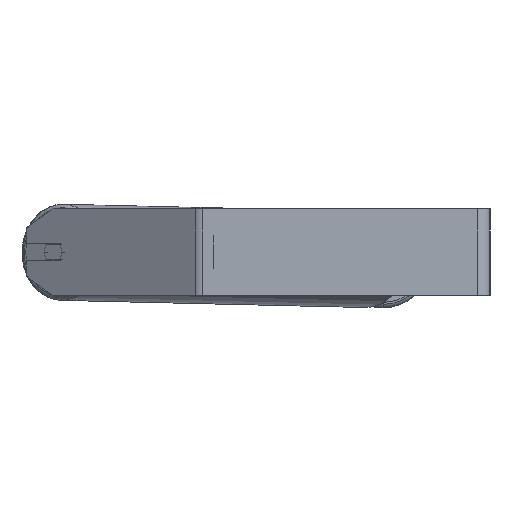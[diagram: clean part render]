
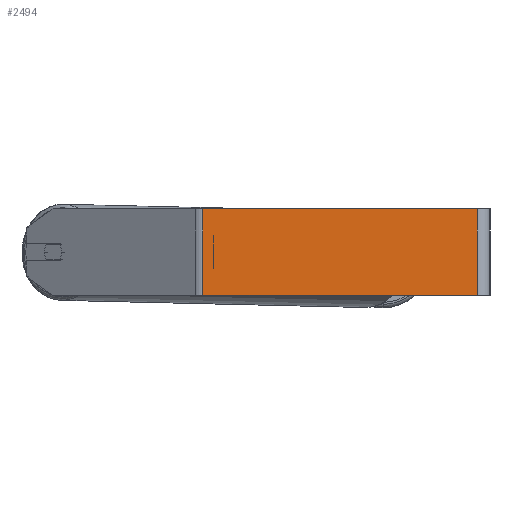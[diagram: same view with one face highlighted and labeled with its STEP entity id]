
A CAD part, left-side view. The second image highlights one B-rep face of the part: STEP entity #2494.
In plain terms, the highlighted planar face has unit normal (-1, 0, 0).
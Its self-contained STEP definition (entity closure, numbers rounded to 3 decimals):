
#156 = EDGE_CURVE ( 'NONE', #5557, #5870, #2566, .T. ) ;
#259 = ORIENTED_EDGE ( 'NONE', *, *, #1150, .F. ) ;
#537 = EDGE_CURVE ( 'NONE', #2899, #5870, #2234, .T. ) ;
#555 = CARTESIAN_POINT ( 'NONE',  ( -800., 265.638, -40. ) ) ;
#748 = AXIS2_PLACEMENT_3D ( 'NONE', #7811, #4324, #1759 ) ;
#861 = CARTESIAN_POINT ( 'NONE',  ( -800., 269.422, -40. ) ) ;
#1007 = CARTESIAN_POINT ( 'NONE',  ( -800., 265.638, 40. ) ) ;
#1150 = EDGE_CURVE ( 'NONE', #7320, #5557, #7005, .T. ) ;
#1541 = ORIENTED_EDGE ( 'NONE', *, *, #156, .F. ) ;
#1574 = FACE_OUTER_BOUND ( 'NONE', #1623, .T. ) ;
#1623 = EDGE_LOOP ( 'NONE', ( #3201, #1541, #259, #5431 ) ) ;
#1759 = DIRECTION ( 'NONE',  ( 0., 0., -1. ) ) ;
#2234 = LINE ( 'NONE', #861, #7957 ) ;
#2494 = ADVANCED_FACE ( 'NONE', ( #1574 ), #5107, .F. ) ;
#2566 = LINE ( 'NONE', #3902, #7647 ) ;
#2598 = CARTESIAN_POINT ( 'NONE',  ( -800., 12., -40. ) ) ;
#2899 = VERTEX_POINT ( 'NONE', #555 ) ;
#3041 = LINE ( 'NONE', #3664, #7693 ) ;
#3201 = ORIENTED_EDGE ( 'NONE', *, *, #537, .T. ) ;
#3530 = EDGE_CURVE ( 'NONE', #7320, #2899, #3041, .T. ) ;
#3664 = CARTESIAN_POINT ( 'NONE',  ( -800., 265.638, 40. ) ) ;
#3702 = DIRECTION ( 'NONE',  ( 0., -1., 0. ) ) ;
#3902 = CARTESIAN_POINT ( 'NONE',  ( -800., 12., 40. ) ) ;
#4321 = DIRECTION ( 'NONE',  ( 0., -1., 0. ) ) ;
#4324 = DIRECTION ( 'NONE',  ( 1., 0., 0. ) ) ;
#4703 = VECTOR ( 'NONE', #3702, 1000. ) ;
#5107 = PLANE ( 'NONE',  #748 ) ;
#5431 = ORIENTED_EDGE ( 'NONE', *, *, #3530, .T. ) ;
#5557 = VERTEX_POINT ( 'NONE', #6178 ) ;
#5870 = VERTEX_POINT ( 'NONE', #2598 ) ;
#5916 = DIRECTION ( 'NONE',  ( 0., 0., -1. ) ) ;
#6178 = CARTESIAN_POINT ( 'NONE',  ( -800., 12., 40. ) ) ;
#6337 = CARTESIAN_POINT ( 'NONE',  ( -800., 269.422, 40. ) ) ;
#7005 = LINE ( 'NONE', #6337, #4703 ) ;
#7058 = DIRECTION ( 'NONE',  ( 0., 0., -1. ) ) ;
#7320 = VERTEX_POINT ( 'NONE', #1007 ) ;
#7647 = VECTOR ( 'NONE', #5916, 1000. ) ;
#7693 = VECTOR ( 'NONE', #7058, 1000. ) ;
#7811 = CARTESIAN_POINT ( 'NONE',  ( -800., 269.422, 40. ) ) ;
#7957 = VECTOR ( 'NONE', #4321, 1000. ) ;
